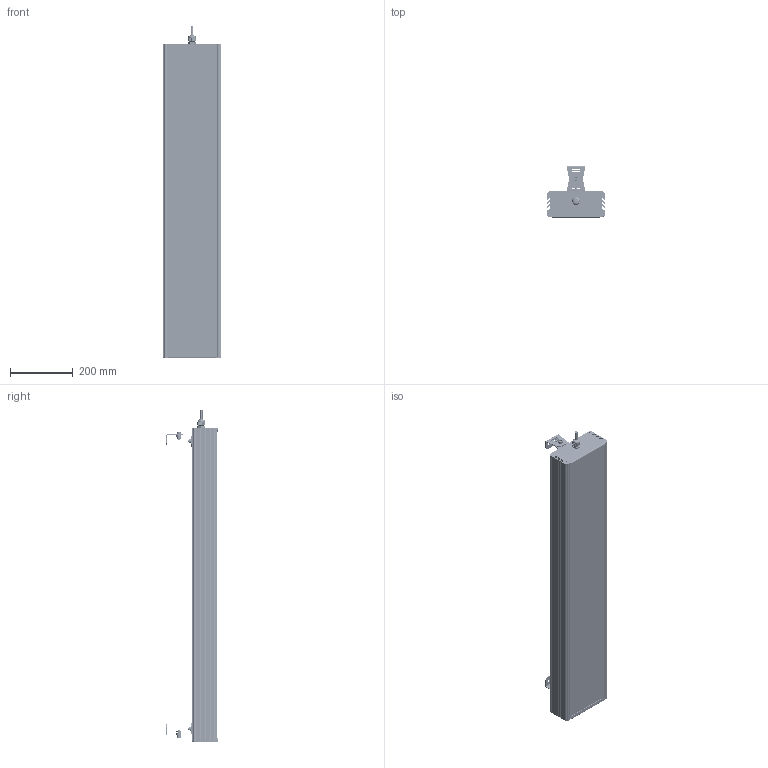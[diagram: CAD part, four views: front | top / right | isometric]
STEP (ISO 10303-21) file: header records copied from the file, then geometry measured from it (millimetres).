
FILE_DESCRIPTION(('STEP AP214'), '1');
FILE_NAME('001.0079.94.000 - ÃÑÏ-Ýêñòðà-Îïòèê-200', '2023-11-03T04:58:33', ('Ëóêîíèí'), ('ÎÊÁ Ñâîé Ñòèëü'), 'C3D Converter', 'C3D Toolkit', '');
FILE_SCHEMA(('AUTOMOTIVE_DESIGN { 1 0 10303 214 3 1 1}'));
Length unit declared in the file: millimetre
Products named in the file (33): 001.0079.94.000; 001.0065.01.000
Assembly tree (75 placements, depth 4):
  001.0079.94.000
    (unnamed)
      (unnamed)
      (unnamed)
      (unnamed)
      (unnamed)  x6
      (unnamed)  x6
      (unnamed)
      (unnamed)
      (unnamed)
      (unnamed)
        (unnamed)
      (unnamed)  x20
        (unnamed)
        (unnamed)
        (unnamed)
        (unnamed)
        (unnamed)
        (unnamed)
        (unnamed)
        (unnamed)
        (unnamed)
        (unnamed)
    001.0065.01.000  x2
      (unnamed)
      (unnamed)
      (unnamed)
      (unnamed)
      (unnamed)
      (unnamed)
      (unnamed)
      (unnamed)
      (unnamed)
Bounding box: 187.37 x 164.65 x 1056.43 mm (x, y, z)
Volume: 3301256.1 mm3; surface area: 2448158.9 mm2
Topology: 700 solids, 700 shells, 9702 faces, 22199 edges, 14839 vertices
Faces by surface type: plane 6852, cylinder 2308, bspline 333, cone 178, sphere 20, torus 11
Full cylindrical faces by diameter (mm): 1 x20, 2 x40, 2.5 x80, 2.8 x500, 3.2 x20, 3.5 x120, 4 x12, 6 x4, 6.375 x2, 8 x16, 8.5 x8, 9 x260, 12 x3, 12.5 x1, 13.333 x2, 16 x5, 18.5 x3, 20 x1, 23.5 x1
Entity records: 104752 total; most frequent: CARTESIAN_POINT 48280, ORIENTED_EDGE 10296, DIRECTION 9514, EDGE_CURVE 5148, VERTEX_POINT 3534, AXIS2_PLACEMENT_3D 3203, LINE 3108, VECTOR 3108
